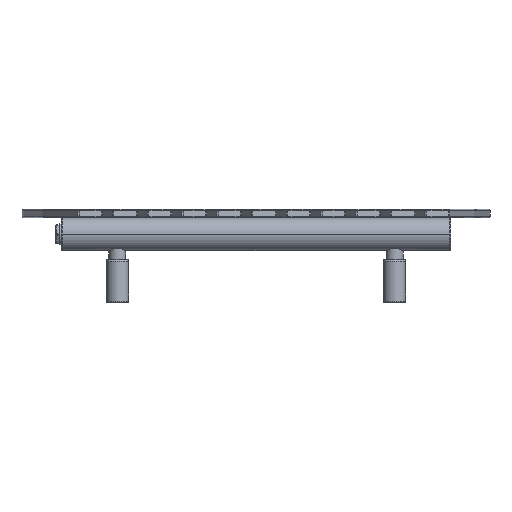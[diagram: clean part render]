
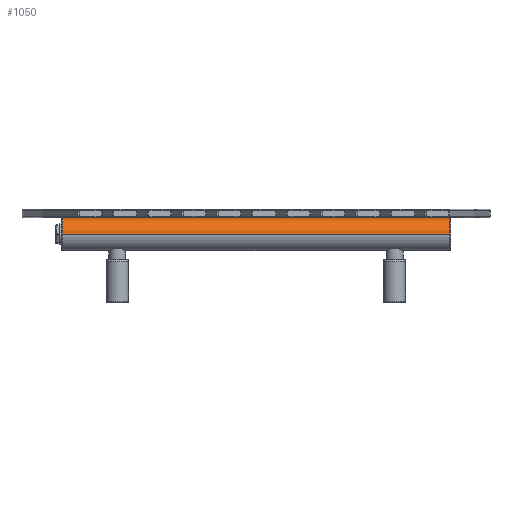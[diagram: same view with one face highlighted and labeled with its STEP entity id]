
A CAD part, left-side view. The second image highlights one B-rep face of the part: STEP entity #1050.
In plain terms, the highlighted cylindrical face has radius 19 mm (diameter 38 mm), a partial arc.
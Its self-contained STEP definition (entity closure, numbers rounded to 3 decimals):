
#381=DIRECTION('',(0.,1.,0.));
#382=VECTOR('',#381,446.);
#383=CARTESIAN_POINT('',(-706.,-223.,-19.));
#384=LINE('',#383,#382);
#568=CARTESIAN_POINT('',(-725.,-223.,-19.));
#569=DIRECTION('',(0.,-1.,0.));
#570=DIRECTION('',(1.,0.,0.));
#571=AXIS2_PLACEMENT_3D('',#568,#569,#570);
#576=DIRECTION('',(0.,1.,0.));
#577=VECTOR('',#576,446.);
#578=CARTESIAN_POINT('',(-744.,-223.,-19.));
#579=LINE('',#578,#577);
#583=CARTESIAN_POINT('',(-725.,223.,-19.));
#584=DIRECTION('',(0.,1.,0.));
#585=DIRECTION('',(-1.,0.,0.));
#586=AXIS2_PLACEMENT_3D('',#583,#584,#585);
#749=CARTESIAN_POINT('',(-744.,-223.,-19.));
#750=CARTESIAN_POINT('',(-706.,-223.,-19.));
#751=VERTEX_POINT('',#749);
#752=VERTEX_POINT('',#750);
#757=CARTESIAN_POINT('',(-706.,223.,-19.));
#758=CARTESIAN_POINT('',(-744.,223.,-19.));
#759=VERTEX_POINT('',#757);
#760=VERTEX_POINT('',#758);
#1038=CARTESIAN_POINT('',(-725.,-224.5,-19.));
#1039=DIRECTION('',(0.,1.,0.));
#1040=DIRECTION('',(1.,0.,0.));
#1041=AXIS2_PLACEMENT_3D('',#1038,#1039,#1040);
#1042=CYLINDRICAL_SURFACE('',#1041,19.);
#1043=ORIENTED_EDGE('',*,*,#1032,.T.);
#1044=ORIENTED_EDGE('',*,*,#833,.T.);
#1046=ORIENTED_EDGE('',*,*,#1045,.T.);
#1047=ORIENTED_EDGE('',*,*,#829,.F.);
#1048=EDGE_LOOP('',(#1043,#1044,#1046,#1047));
#1049=FACE_OUTER_BOUND('',#1048,.F.);
#572=CIRCLE('',#571,19.);
#587=CIRCLE('',#586,19.);
#829=EDGE_CURVE('',#752,#759,#384,.T.);
#833=EDGE_CURVE('',#751,#760,#579,.T.);
#1032=EDGE_CURVE('',#752,#751,#572,.T.);
#1045=EDGE_CURVE('',#760,#759,#587,.T.);
#1050=ADVANCED_FACE('',(#1049),#1042,.T.);
